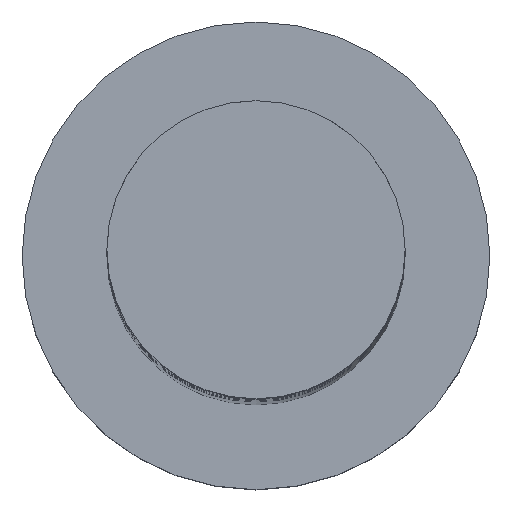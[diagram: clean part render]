
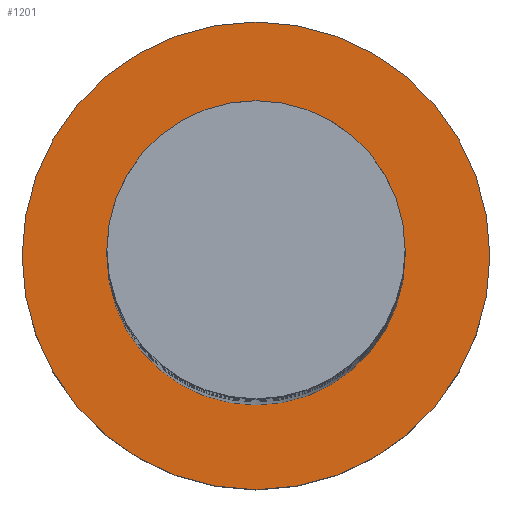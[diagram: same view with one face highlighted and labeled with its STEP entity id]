
A CAD part, top view. The second image highlights one B-rep face of the part: STEP entity #1201.
In plain terms, the highlighted planar face has unit normal (0, 0, 1).
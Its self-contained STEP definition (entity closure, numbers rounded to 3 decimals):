
#8 = DIRECTION ( 'NONE',  ( 1., 0., 0. ) ) ;
#74 = EDGE_CURVE ( 'NONE', #820, #1514, #1496, .T. ) ;
#82 = CARTESIAN_POINT ( 'NONE',  ( 0., 0., 5. ) ) ;
#129 = DIRECTION ( 'NONE',  ( 0., 0., 1. ) ) ;
#131 = AXIS2_PLACEMENT_3D ( 'NONE', #82, #1305, #193 ) ;
#141 = CARTESIAN_POINT ( 'NONE',  ( 0., 0., 5. ) ) ;
#183 = CARTESIAN_POINT ( 'NONE',  ( 0., 0., 5. ) ) ;
#193 = DIRECTION ( 'NONE',  ( 1., 0., 0. ) ) ;
#206 = DIRECTION ( 'NONE',  ( 0., 0., 1. ) ) ;
#246 = ORIENTED_EDGE ( 'NONE', *, *, #1262, .F. ) ;
#279 = CARTESIAN_POINT ( 'NONE',  ( 5.1, 0., 5. ) ) ;
#297 = CIRCLE ( 'NONE', #1458, 8. ) ;
#331 = CARTESIAN_POINT ( 'NONE',  ( 0., 0., 5. ) ) ;
#346 = AXIS2_PLACEMENT_3D ( 'NONE', #141, #883, #1356 ) ;
#386 = PLANE ( 'NONE',  #346 ) ;
#422 = DIRECTION ( 'NONE',  ( 0., 0., 1. ) ) ;
#458 = DIRECTION ( 'NONE',  ( 1., 0., 0. ) ) ;
#625 = CARTESIAN_POINT ( 'NONE',  ( 0., 0., 5. ) ) ;
#654 = VERTEX_POINT ( 'NONE', #837 ) ;
#673 = AXIS2_PLACEMENT_3D ( 'NONE', #331, #206, #458 ) ;
#738 = EDGE_CURVE ( 'NONE', #1514, #820, #297, .T. ) ;
#820 = VERTEX_POINT ( 'NONE', #1373 ) ;
#830 = CARTESIAN_POINT ( 'NONE',  ( -8., 0., 5. ) ) ;
#837 = CARTESIAN_POINT ( 'NONE',  ( -5.1, 0., 5. ) ) ;
#883 = DIRECTION ( 'NONE',  ( 0., 0., 1. ) ) ;
#890 = VERTEX_POINT ( 'NONE', #279 ) ;
#925 = DIRECTION ( 'NONE',  ( 1., 0., 0. ) ) ;
#958 = EDGE_LOOP ( 'NONE', ( #1075, #965 ) ) ;
#965 = ORIENTED_EDGE ( 'NONE', *, *, #74, .T. ) ;
#1036 = EDGE_CURVE ( 'NONE', #654, #890, #1510, .T. ) ;
#1075 = ORIENTED_EDGE ( 'NONE', *, *, #738, .T. ) ;
#1201 = ADVANCED_FACE ( 'NONE', ( #1233, #1263 ), #386, .T. ) ;
#1209 = ORIENTED_EDGE ( 'NONE', *, *, #1036, .F. ) ;
#1233 = FACE_BOUND ( 'NONE', #1386, .T. ) ;
#1236 = CIRCLE ( 'NONE', #1435, 5.1 ) ;
#1262 = EDGE_CURVE ( 'NONE', #890, #654, #1236, .T. ) ;
#1263 = FACE_OUTER_BOUND ( 'NONE', #958, .T. ) ;
#1305 = DIRECTION ( 'NONE',  ( 0., 0., 1. ) ) ;
#1356 = DIRECTION ( 'NONE',  ( 1., 0., 0. ) ) ;
#1373 = CARTESIAN_POINT ( 'NONE',  ( 8., 0., 5. ) ) ;
#1386 = EDGE_LOOP ( 'NONE', ( #1209, #246 ) ) ;
#1435 = AXIS2_PLACEMENT_3D ( 'NONE', #183, #422, #925 ) ;
#1458 = AXIS2_PLACEMENT_3D ( 'NONE', #625, #129, #8 ) ;
#1496 = CIRCLE ( 'NONE', #131, 8. ) ;
#1510 = CIRCLE ( 'NONE', #673, 5.1 ) ;
#1514 = VERTEX_POINT ( 'NONE', #830 ) ;
